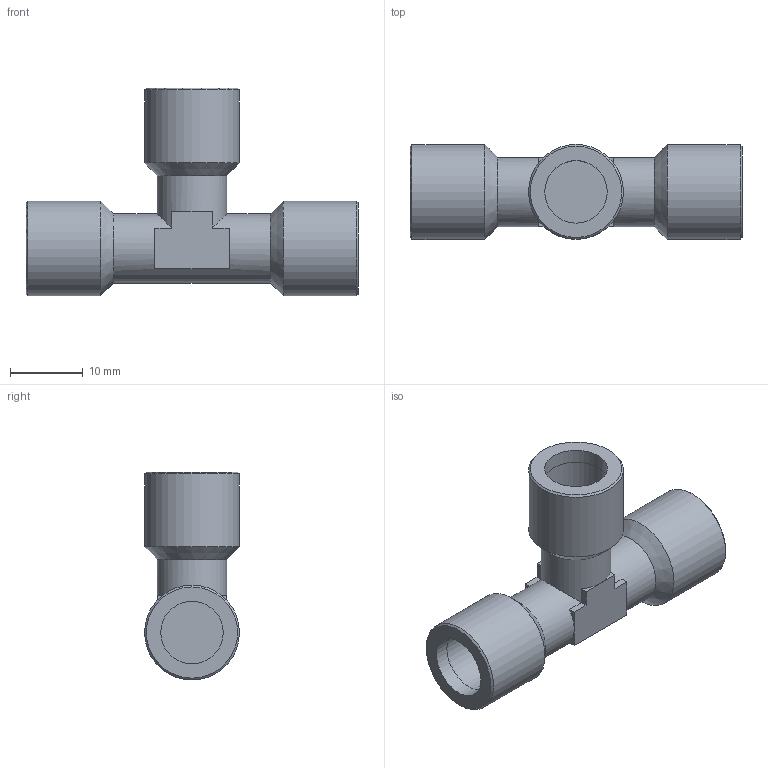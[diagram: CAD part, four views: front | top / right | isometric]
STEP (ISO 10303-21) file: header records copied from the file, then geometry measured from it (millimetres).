
FILE_DESCRIPTION(/* description */ ('Unknown'),/* implementation_level */ '2;1');
FILE_NAME(/* name */ 'A11.1;8.1;8',/* time_stamp */ '2020-06-02T08:56:14-04:00',/* author */ ('Unknown'),/* organization */ ('Unknown'),/* preprocessor_version */ 'ST-DEVELOPER v16.7',/* originating_system */ 'Solid Edge',/* authorisation */ 'Unknown');
FILE_SCHEMA (('AUTOMOTIVE_DESIGN {1 0 10303 214 3 1 1}'));
Length unit declared in the file: millimetre
Products named in the file (1): A11.1;8.1;8
Bounding box: 45.5 x 13 x 28.5 mm (x, y, z)
Volume: 5177.9 mm3; surface area: 3352.5 mm2
Topology: 1 solids, 1 shells, 47 faces, 106 edges, 64 vertices
Faces by surface type: plane 30, cylinder 11, cone 6
Full cylindrical faces by diameter (mm): 8.566 x6, 9.5 x2, 13 x3
Entity records: 1513 total; most frequent: DIRECTION 214, CARTESIAN_POINT 190, ORIENTED_EDGE 166, EDGE_CURVE 83, AXIS2_PLACEMENT_3D 83, EDGE_LOOP 68, FACE_BOUND 68, VERTEX_POINT 59
